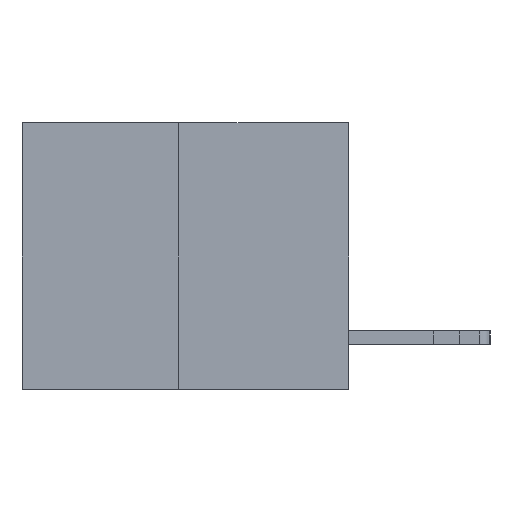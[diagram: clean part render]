
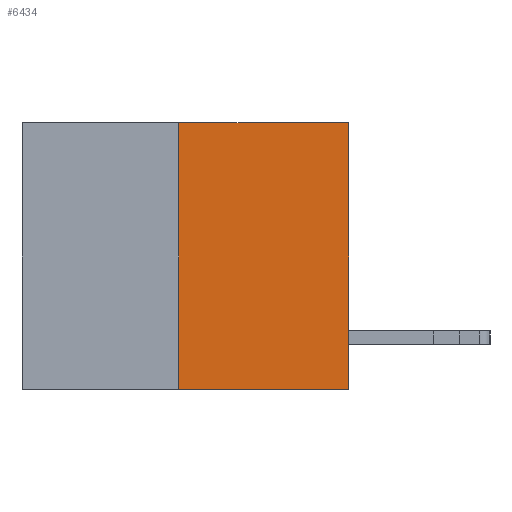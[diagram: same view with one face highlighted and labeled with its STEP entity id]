
A CAD part, left-side view. The second image highlights one B-rep face of the part: STEP entity #6434.
In plain terms, the highlighted planar face has unit normal (-1, 0, 0).
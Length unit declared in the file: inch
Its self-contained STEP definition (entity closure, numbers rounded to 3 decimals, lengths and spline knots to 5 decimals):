
#575 = ORIENTED_EDGE ( 'NONE', *, *, #5836, .F. ) ;
#1012 = VERTEX_POINT ( 'NONE', #6878 ) ;
#1305 = VERTEX_POINT ( 'NONE', #5399 ) ;
#1865 = ORIENTED_EDGE ( 'NONE', *, *, #4383, .T. ) ;
#2481 = CARTESIAN_POINT ( 'NONE',  ( 0., 0.6, 0. ) ) ;
#4125 = PLANE ( 'NONE',  #12709 ) ;
#4351 = DIRECTION ( 'NONE',  ( 0., 0., 1. ) ) ;
#4383 = EDGE_CURVE ( 'NONE', #10957, #1305, #5705, .T. ) ;
#4595 = VECTOR ( 'NONE', #9422, 39.37008 ) ;
#5399 = CARTESIAN_POINT ( 'NONE',  ( 0., 0., 0. ) ) ;
#5516 = DIRECTION ( 'NONE',  ( 0., 0., -1. ) ) ;
#5705 = LINE ( 'NONE', #9958, #14962 ) ;
#5836 = EDGE_CURVE ( 'NONE', #1012, #9997, #11398, .T. ) ;
#6116 = ORIENTED_EDGE ( 'NONE', *, *, #13037, .F. ) ;
#6130 = CARTESIAN_POINT ( 'NONE',  ( 0., 0., -0.49 ) ) ;
#6434 = ADVANCED_FACE ( 'NONE', ( #16063 ), #4125, .F. ) ;
#6878 = CARTESIAN_POINT ( 'NONE',  ( 0., 0.312, -0.49 ) ) ;
#7360 = LINE ( 'NONE', #12948, #13311 ) ;
#8051 = CARTESIAN_POINT ( 'NONE',  ( 0., 0.6, -0.49 ) ) ;
#9217 = LINE ( 'NONE', #8051, #4595 ) ;
#9422 = DIRECTION ( 'NONE',  ( 0., -1., 0. ) ) ;
#9958 = CARTESIAN_POINT ( 'NONE',  ( 0., 0., 0. ) ) ;
#9997 = VERTEX_POINT ( 'NONE', #10253 ) ;
#10253 = CARTESIAN_POINT ( 'NONE',  ( 0., 0.312, 0. ) ) ;
#10957 = VERTEX_POINT ( 'NONE', #6130 ) ;
#10981 = EDGE_LOOP ( 'NONE', ( #575, #16398, #1865, #6116 ) ) ;
#11398 = LINE ( 'NONE', #17692, #16586 ) ;
#12433 = DIRECTION ( 'NONE',  ( 1., 0., 0. ) ) ;
#12709 = AXIS2_PLACEMENT_3D ( 'NONE', #2481, #12433, #5516 ) ;
#12948 = CARTESIAN_POINT ( 'NONE',  ( 0., 0.6, 0. ) ) ;
#13037 = EDGE_CURVE ( 'NONE', #9997, #1305, #7360, .T. ) ;
#13067 = DIRECTION ( 'NONE',  ( 0., -1., 0. ) ) ;
#13311 = VECTOR ( 'NONE', #13067, 39.37008 ) ;
#14962 = VECTOR ( 'NONE', #4351, 39.37008 ) ;
#15153 = DIRECTION ( 'NONE',  ( 0., 0., 1. ) ) ;
#16063 = FACE_OUTER_BOUND ( 'NONE', #10981, .T. ) ;
#16398 = ORIENTED_EDGE ( 'NONE', *, *, #17575, .T. ) ;
#16586 = VECTOR ( 'NONE', #15153, 39.37008 ) ;
#17575 = EDGE_CURVE ( 'NONE', #1012, #10957, #9217, .T. ) ;
#17692 = CARTESIAN_POINT ( 'NONE',  ( 0., 0.312, -0.49 ) ) ;
